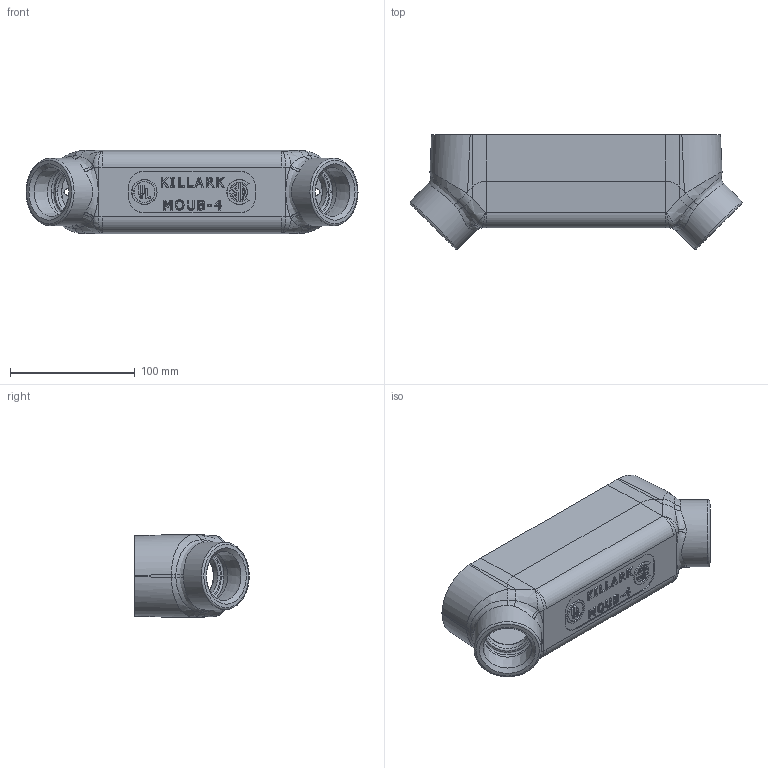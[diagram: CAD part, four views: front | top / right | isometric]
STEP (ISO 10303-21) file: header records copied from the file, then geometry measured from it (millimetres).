
FILE_DESCRIPTION(/* description */ (''),/* implementation_level */ '2;1');
FILE_NAME(/* name */ '21333-2.stp',/* time_stamp */ '2020-07-12T13:46:54+05:00',/* author */ ('lsugumaran'),/* organization */ (''),/* preprocessor_version */ 'ST-DEVELOPER v18',/* originating_system */ 'Autodesk Inventor 2020',/* authorisation */ '');
FILE_SCHEMA (('AUTOMOTIVE_DESIGN { 1 0 10303 214 3 1 1 }'));
Length unit declared in the file: inch
Products named in the file (1): 21333-2
Bounding box: 266.4 x 91.86 x 66.67 mm (x, y, z)
Volume: 284097.4 mm3; surface area: 111139.8 mm2
Topology: 1 solids, 1 shells, 699 faces, 1789 edges, 1120 vertices
Faces by surface type: plane 288, bspline 261, cylinder 94, cone 42, sphere 12, torus 2
Full cylindrical faces by diameter (mm): 4.978 x2, 33.884 x2, 42.316 x2, 53.975 x2
Entity records: 29295 total; most frequent: CARTESIAN_POINT 13881, ORIENTED_EDGE 3554, DIRECTION 2561, EDGE_CURVE 1777, VERTEX_POINT 1120, LINE 865, VECTOR 865, AXIS2_PLACEMENT_3D 848
